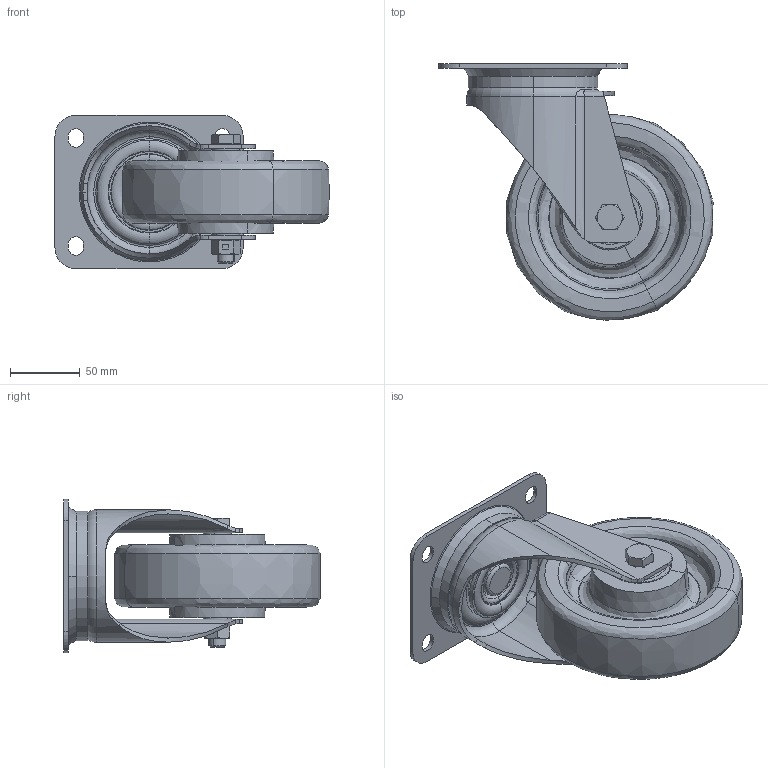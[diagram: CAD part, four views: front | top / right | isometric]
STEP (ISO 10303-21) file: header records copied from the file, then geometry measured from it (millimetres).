
FILE_DESCRIPTION (( 'STEP AP214' ), '1' );
FILE_NAME ('0056102.step', '2023-11-17T09:20:30', ( '' ), ( '' ), 'SwSTEP 2.0', 'SolidWorks 2020', '' );
FILE_SCHEMA (( 'AUTOMOTIVE_DESIGN' ));
Length unit declared in the file: millimetre
Products named in the file (1): 0056102
Bounding box: 196.56 x 183.7 x 110 mm (x, y, z)
Volume: 789958.4 mm3; surface area: 272024.6 mm2
Topology: 28 solids, 28 shells, 669 faces, 1592 edges, 974 vertices
Faces by surface type: plane 163, bspline 148, cylinder 140, torus 104, cone 90, sphere 24
Entity records: 33677 total; most frequent: CARTESIAN_POINT 11588, ORIENTED_EDGE 3088, DIRECTION 2928, EDGE_CURVE 1544, AXIS2_PLACEMENT_3D 1253, VERTEX_POINT 950, EDGE_LOOP 736, CIRCLE 731
